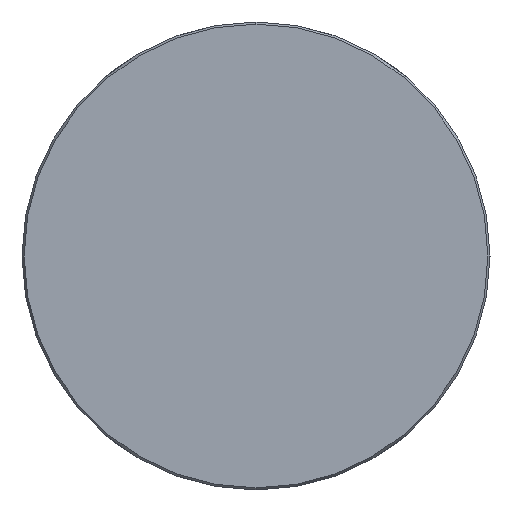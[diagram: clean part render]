
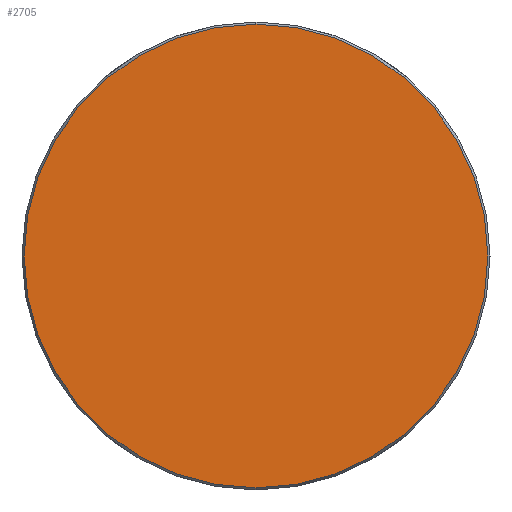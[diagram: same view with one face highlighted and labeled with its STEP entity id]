
A CAD part, left-side view. The second image highlights one B-rep face of the part: STEP entity #2705.
In plain terms, the highlighted planar face has unit normal (-1, 0, 0).
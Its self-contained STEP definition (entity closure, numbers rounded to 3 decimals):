
#135 = DIRECTION ( 'NONE',  ( 0., 0., -1. ) ) ;
#210 = DIRECTION ( 'NONE',  ( -1., 0., 0. ) ) ;
#459 = PLANE ( 'NONE',  #2241 ) ;
#484 = DIRECTION ( 'NONE',  ( -1., 0., 0. ) ) ;
#533 = AXIS2_PLACEMENT_3D ( 'NONE', #2022, #210, #2233 ) ;
#906 = EDGE_CURVE ( 'NONE', #2197, #952, #2815, .T. ) ;
#928 = CARTESIAN_POINT ( 'NONE',  ( -155.15, 55.154, -55.154 ) ) ;
#952 = VERTEX_POINT ( 'NONE', #1091 ) ;
#1035 = DIRECTION ( 'NONE',  ( -1., 0., 0. ) ) ;
#1064 = CARTESIAN_POINT ( 'NONE',  ( -155.15, 0., 0. ) ) ;
#1091 = CARTESIAN_POINT ( 'NONE',  ( -155.15, 0., 54.5 ) ) ;
#1093 = CARTESIAN_POINT ( 'NONE',  ( -155.15, 0., -54.5 ) ) ;
#1654 = ORIENTED_EDGE ( 'NONE', *, *, #1939, .T. ) ;
#1704 = FACE_OUTER_BOUND ( 'NONE', #2068, .T. ) ;
#1939 = EDGE_CURVE ( 'NONE', #952, #2197, #2504, .T. ) ;
#1972 = AXIS2_PLACEMENT_3D ( 'NONE', #1064, #1035, #135 ) ;
#2022 = CARTESIAN_POINT ( 'NONE',  ( -155.15, 0., 0. ) ) ;
#2051 = DIRECTION ( 'NONE',  ( 0., -1., 0. ) ) ;
#2068 = EDGE_LOOP ( 'NONE', ( #2692, #1654 ) ) ;
#2197 = VERTEX_POINT ( 'NONE', #1093 ) ;
#2233 = DIRECTION ( 'NONE',  ( 0., 0., -1. ) ) ;
#2241 = AXIS2_PLACEMENT_3D ( 'NONE', #928, #484, #2051 ) ;
#2504 = CIRCLE ( 'NONE', #1972, 54.5 ) ;
#2692 = ORIENTED_EDGE ( 'NONE', *, *, #906, .T. ) ;
#2705 = ADVANCED_FACE ( 'NONE', ( #1704 ), #459, .T. ) ;
#2815 = CIRCLE ( 'NONE', #533, 54.5 ) ;
